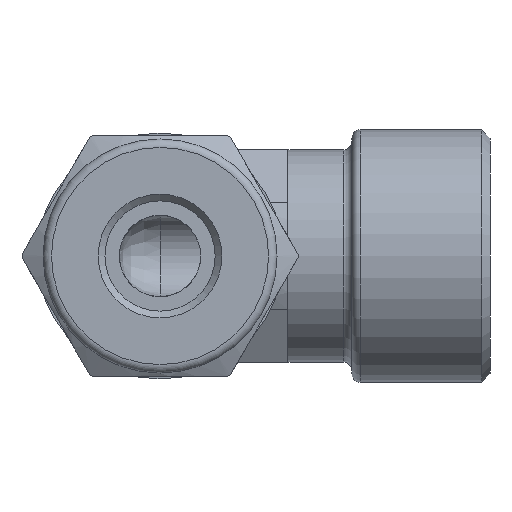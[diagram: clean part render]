
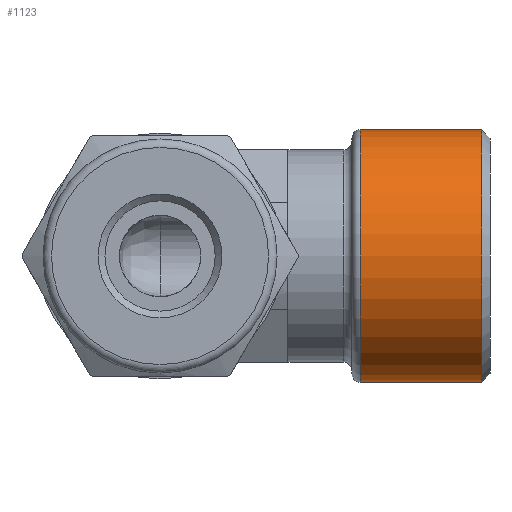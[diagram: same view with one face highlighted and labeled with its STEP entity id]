
A CAD part, left-side view. The second image highlights one B-rep face of the part: STEP entity #1123.
In plain terms, the highlighted cylindrical face has radius 7.5 mm (diameter 15 mm), a full revolution.
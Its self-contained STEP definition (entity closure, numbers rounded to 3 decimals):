
#59=CYLINDRICAL_SURFACE('',#1276,7.5);
#139=LINE('',#2169,#208);
#208=VECTOR('',#1620,7.5);
#314=FACE_OUTER_BOUND('',#394,.T.);
#394=EDGE_LOOP('',(#1038,#1039,#1040,#1041,#1042));
#467=CIRCLE('',#1275,7.5);
#468=CIRCLE('',#1277,7.5);
#469=CIRCLE('',#1278,7.5);
#570=VERTEX_POINT('',#2161);
#571=VERTEX_POINT('',#2165);
#572=VERTEX_POINT('',#2166);
#726=EDGE_CURVE('',#570,#570,#467,.T.);
#728=EDGE_CURVE('',#571,#572,#468,.T.);
#729=EDGE_CURVE('',#572,#571,#469,.T.);
#730=EDGE_CURVE('',#572,#570,#139,.T.);
#1038=ORIENTED_EDGE('',*,*,#728,.F.);
#1039=ORIENTED_EDGE('',*,*,#729,.F.);
#1040=ORIENTED_EDGE('',*,*,#730,.T.);
#1041=ORIENTED_EDGE('',*,*,#726,.T.);
#1042=ORIENTED_EDGE('',*,*,#730,.F.);
#1123=ADVANCED_FACE('',(#314),#59,.T.);
#1275=AXIS2_PLACEMENT_3D('',#2162,#1611,#1612);
#1276=AXIS2_PLACEMENT_3D('',#2164,#1614,#1615);
#1277=AXIS2_PLACEMENT_3D('',#2167,#1616,#1617);
#1278=AXIS2_PLACEMENT_3D('',#2168,#1618,#1619);
#1611=DIRECTION('center_axis',(0.,1.,0.));
#1612=DIRECTION('ref_axis',(1.,0.,0.));
#1614=DIRECTION('center_axis',(0.,1.,0.));
#1615=DIRECTION('ref_axis',(-1.,0.,0.));
#1616=DIRECTION('center_axis',(0.,1.,0.));
#1617=DIRECTION('ref_axis',(1.,0.,0.));
#1618=DIRECTION('center_axis',(0.,1.,0.));
#1619=DIRECTION('ref_axis',(1.,0.,0.));
#1620=DIRECTION('',(0.,-1.,0.));
#2161=CARTESIAN_POINT('',(7.5,-19.1,0.));
#2162=CARTESIAN_POINT('Origin',(0.,-19.1,0.));
#2164=CARTESIAN_POINT('Origin',(0.,-15.5,0.));
#2165=CARTESIAN_POINT('',(0.,-11.9,-7.5));
#2166=CARTESIAN_POINT('',(7.5,-11.9,0.));
#2167=CARTESIAN_POINT('Origin',(0.,-11.9,0.));
#2168=CARTESIAN_POINT('Origin',(0.,-11.9,0.));
#2169=CARTESIAN_POINT('',(7.5,-15.5,0.));
